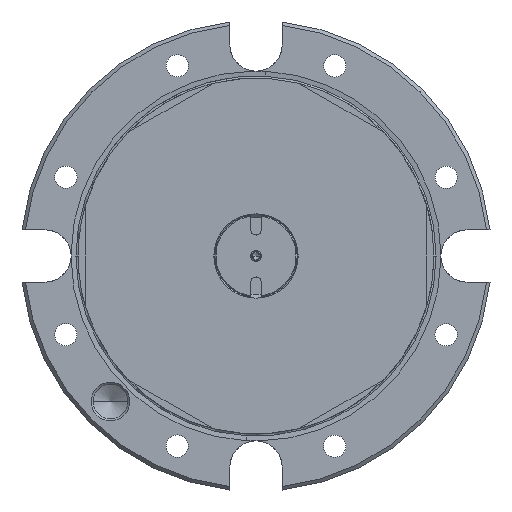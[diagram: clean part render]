
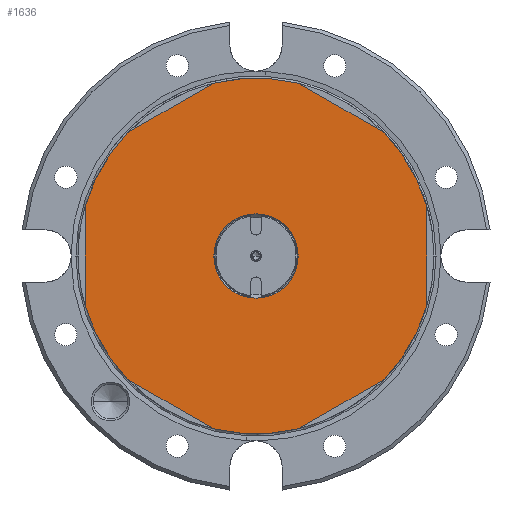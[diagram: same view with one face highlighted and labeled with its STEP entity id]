
A CAD part, front view. The second image highlights one B-rep face of the part: STEP entity #1636.
In plain terms, the highlighted planar face has unit normal (0, -1, 0).
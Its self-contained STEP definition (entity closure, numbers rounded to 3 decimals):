
#536=PLANE('',#26097);
#1240=FACE_BOUND('',#4519,.F.);
#1636=ADVANCED_FACE('',(#1240,#3076),#536,.T.);
#3076=FACE_OUTER_BOUND('',#4520,.F.);
#4519=EDGE_LOOP('',(#6439,#6440));
#4520=EDGE_LOOP('',(#6441,#6442,#6443,#6444,#6445,#6446,#6447,#6448,#6449,#6450,
#6451,#6452));
#6439=ORIENTED_EDGE('',*,*,#18934,.T.);
#6440=ORIENTED_EDGE('',*,*,#18933,.T.);
#6441=ORIENTED_EDGE('',*,*,#22355,.F.);
#6442=ORIENTED_EDGE('',*,*,#22361,.F.);
#6443=ORIENTED_EDGE('',*,*,#22356,.F.);
#6444=ORIENTED_EDGE('',*,*,#22352,.F.);
#6445=ORIENTED_EDGE('',*,*,#22358,.F.);
#6446=ORIENTED_EDGE('',*,*,#22349,.F.);
#6447=ORIENTED_EDGE('',*,*,#22359,.F.);
#6448=ORIENTED_EDGE('',*,*,#22346,.F.);
#6449=ORIENTED_EDGE('',*,*,#22360,.F.);
#6450=ORIENTED_EDGE('',*,*,#22343,.F.);
#6451=ORIENTED_EDGE('',*,*,#22362,.F.);
#6452=ORIENTED_EDGE('',*,*,#22340,.F.);
#15196=LINE('',#48579,#16782);
#15199=LINE('',#48582,#16785);
#15202=LINE('',#48585,#16788);
#15205=LINE('',#48588,#16791);
#15208=LINE('',#48591,#16794);
#15212=LINE('',#48600,#16798);
#16782=VECTOR('',#29228,28.284);
#16785=VECTOR('',#29231,28.284);
#16788=VECTOR('',#29234,28.284);
#16791=VECTOR('',#29237,28.284);
#16794=VECTOR('',#29240,28.284);
#16798=VECTOR('',#29254,28.284);
#18933=EDGE_CURVE('',#25343,#25342,#22658,.T.);
#18934=EDGE_CURVE('',#25342,#25343,#22659,.T.);
#22340=EDGE_CURVE('',#23025,#23024,#15196,.T.);
#22343=EDGE_CURVE('',#23023,#23022,#15199,.T.);
#22346=EDGE_CURVE('',#23021,#23020,#15202,.T.);
#22349=EDGE_CURVE('',#23019,#23018,#15205,.T.);
#22352=EDGE_CURVE('',#23017,#23016,#15208,.T.);
#22355=EDGE_CURVE('',#23015,#23025,#22946,.T.);
#22356=EDGE_CURVE('',#23016,#23014,#22947,.T.);
#22358=EDGE_CURVE('',#23018,#23017,#22948,.T.);
#22359=EDGE_CURVE('',#23020,#23019,#22949,.T.);
#22360=EDGE_CURVE('',#23022,#23021,#22950,.T.);
#22361=EDGE_CURVE('',#23014,#23015,#15212,.T.);
#22362=EDGE_CURVE('',#23024,#23023,#22951,.T.);
#22658=CIRCLE('',#25680,12.08);
#22659=CIRCLE('',#25681,12.08);
#22946=CIRCLE('',#25968,51.);
#22947=CIRCLE('',#25969,51.);
#22948=CIRCLE('',#25970,51.);
#22949=CIRCLE('',#25971,51.);
#22950=CIRCLE('',#25972,51.);
#22951=CIRCLE('',#25973,51.);
#23014=VERTEX_POINT('',#31336);
#23015=VERTEX_POINT('',#31337);
#23016=VERTEX_POINT('',#31338);
#23017=VERTEX_POINT('',#31339);
#23018=VERTEX_POINT('',#31340);
#23019=VERTEX_POINT('',#31341);
#23020=VERTEX_POINT('',#31342);
#23021=VERTEX_POINT('',#31343);
#23022=VERTEX_POINT('',#31344);
#23023=VERTEX_POINT('',#31345);
#23024=VERTEX_POINT('',#31346);
#23025=VERTEX_POINT('',#31347);
#25342=VERTEX_POINT('',#33664);
#25343=VERTEX_POINT('',#33665);
#25680=AXIS2_PLACEMENT_3D('',#34663,#27235,#27236);
#25681=AXIS2_PLACEMENT_3D('',#34664,#27237,#27238);
#25968=AXIS2_PLACEMENT_3D('',#48594,#29243,#29244);
#25969=AXIS2_PLACEMENT_3D('',#48595,#29245,#29246);
#25970=AXIS2_PLACEMENT_3D('',#48597,#29248,#29249);
#25971=AXIS2_PLACEMENT_3D('',#48598,#29250,#29251);
#25972=AXIS2_PLACEMENT_3D('',#48599,#29252,#29253);
#25973=AXIS2_PLACEMENT_3D('',#48601,#29255,#29256);
#26097=AXIS2_PLACEMENT_3D('',#48849,#29627,#29628);
#27235=DIRECTION('',(0.,-1.,0.));
#27236=DIRECTION('',(1.,0.,0.));
#27237=DIRECTION('',(0.,-1.,0.));
#27238=DIRECTION('',(-1.,0.,0.));
#29228=DIRECTION('',(-0.866,0.,0.5));
#29231=DIRECTION('',(-0.866,0.,-0.5));
#29234=DIRECTION('',(0.,0.,-1.));
#29237=DIRECTION('',(0.866,0.,-0.5));
#29240=DIRECTION('',(0.866,0.,0.5));
#29243=DIRECTION('',(0.,-1.,0.));
#29244=DIRECTION('',(0.961,0.,0.277));
#29245=DIRECTION('',(0.,-1.,0.));
#29246=DIRECTION('',(0.721,0.,-0.693));
#29248=DIRECTION('',(0.,-1.,0.));
#29249=DIRECTION('',(-0.24,0.,-0.971));
#29250=DIRECTION('',(0.,-1.,0.));
#29251=DIRECTION('',(-0.961,0.,-0.277));
#29252=DIRECTION('',(0.,-1.,0.));
#29253=DIRECTION('',(-0.721,0.,0.693));
#29254=DIRECTION('',(0.,0.,1.));
#29255=DIRECTION('',(0.,-1.,0.));
#29256=DIRECTION('',(0.24,0.,0.971));
#29627=DIRECTION('',(0.,-1.,0.));
#29628=DIRECTION('',(0.,0.,-1.));
#31336=CARTESIAN_POINT('',(49.,-4.7,-14.142));
#31337=CARTESIAN_POINT('',(49.,-4.7,14.142));
#31338=CARTESIAN_POINT('',(36.747,-4.7,
-35.364));
#31339=CARTESIAN_POINT('',(12.253,-4.7,-49.506));
#31340=CARTESIAN_POINT('',(-12.253,-4.7,
-49.506));
#31341=CARTESIAN_POINT('',(-36.747,-4.7,
-35.364));
#31342=CARTESIAN_POINT('',(-49.,-4.7,-14.142));
#31343=CARTESIAN_POINT('',(-49.,-4.7,14.142));
#31344=CARTESIAN_POINT('',(-36.747,-4.7,
35.364));
#31345=CARTESIAN_POINT('',(-12.253,-4.7,
49.506));
#31346=CARTESIAN_POINT('',(12.253,-4.7,49.506));
#31347=CARTESIAN_POINT('',(36.747,-4.7,
35.364));
#33664=CARTESIAN_POINT('',(-12.08,-4.7,0.));
#33665=CARTESIAN_POINT('',(12.08,-4.7,0.));
#34663=CARTESIAN_POINT('',(0.,-4.7,0.));
#34664=CARTESIAN_POINT('',(0.,-4.7,0.));
#48579=CARTESIAN_POINT('',(36.747,-4.7,
35.364));
#48582=CARTESIAN_POINT('',(-12.253,-4.7,
49.506));
#48585=CARTESIAN_POINT('',(-49.,-4.7,14.142));
#48588=CARTESIAN_POINT('',(-36.747,-4.7,
-35.364));
#48591=CARTESIAN_POINT('',(12.253,-4.7,-49.506));
#48594=CARTESIAN_POINT('',(0.,-4.7,0.));
#48595=CARTESIAN_POINT('',(0.,-4.7,0.));
#48597=CARTESIAN_POINT('',(0.,-4.7,0.));
#48598=CARTESIAN_POINT('',(0.,-4.7,0.));
#48599=CARTESIAN_POINT('',(0.,-4.7,0.));
#48600=CARTESIAN_POINT('',(49.,-4.7,-14.142));
#48601=CARTESIAN_POINT('',(0.,-4.7,0.));
#48849=CARTESIAN_POINT('',(-54.1,-4.7,56.1));
